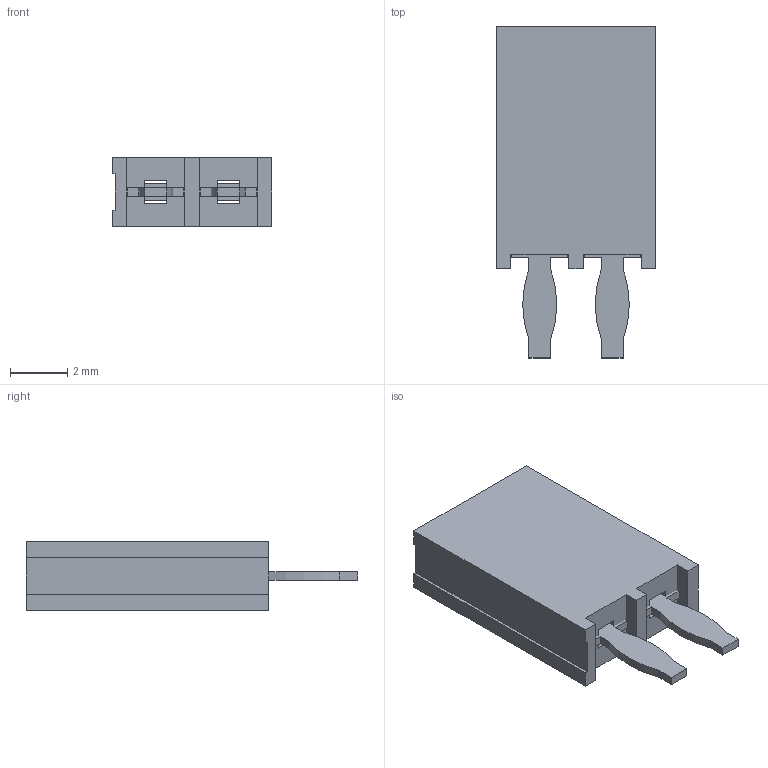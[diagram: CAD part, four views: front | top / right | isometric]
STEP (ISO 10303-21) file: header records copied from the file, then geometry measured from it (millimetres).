
FILE_DESCRIPTION(/* description */ ('STEP AP214'),/* implementation_level */ '2;1');
FILE_NAME(/* name */ 'PHF-102-01-S-S',/* time_stamp */ '2023-03-01T16:44:51+01:00',/* author */ ('License CC BY-ND 4.0'),/* organization */ ('CADENAS'),/* preprocessor_version */ 'ST-DEVELOPER v18.102',/* originating_system */ 'PARTsolutions',/* authorisation */ ' ');
FILE_SCHEMA (('AUTOMOTIVE_DESIGN {1 0 10303 214 3 1 1}'));
Length unit declared in the file: inch
Products named in the file (3): PHF-102-01-S-S; PHF102-01-S-S_pins; PHF102-01-S-S_terminal
Assembly tree (2 placements, depth 2):
  PHF-102-01-S-S
    PHF102-01-S-S_pins
    PHF102-01-S-S_terminal
Bounding box: 5.59 x 11.63 x 2.41 mm (x, y, z)
Volume: 105.6 mm3; surface area: 280.5 mm2
Topology: 2 solids, 2 shells, 86 faces, 246 edges, 164 vertices
Faces by surface type: plane 82, cylinder 4
Entity records: 2844 total; most frequent: CARTESIAN_POINT 499, ORIENTED_EDGE 492, DIRECTION 432, EDGE_CURVE 246, LINE 238, VECTOR 238, VERTEX_POINT 164, AXIS2_PLACEMENT_3D 97
